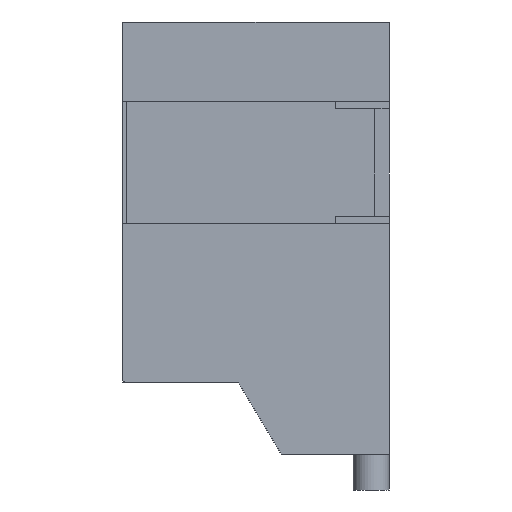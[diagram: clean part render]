
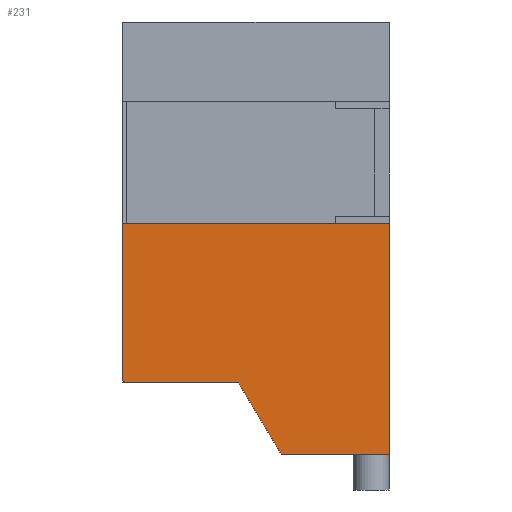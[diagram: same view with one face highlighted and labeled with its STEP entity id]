
A CAD part, left-side view. The second image highlights one B-rep face of the part: STEP entity #231.
In plain terms, the highlighted planar face has unit normal (-1, 0, 0).
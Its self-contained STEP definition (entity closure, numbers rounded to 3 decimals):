
#4 = DIRECTION ( 'NONE',  ( 0., 0.514, 0.857 ) ) ;
#65 = ORIENTED_EDGE ( 'NONE', *, *, #1437, .F. ) ;
#95 = ORIENTED_EDGE ( 'NONE', *, *, #845, .F. ) ;
#175 = VECTOR ( 'NONE', #4, 1000. ) ;
#231 = ADVANCED_FACE ( 'NONE', ( #2918 ), #2062, .T. ) ;
#258 = ORIENTED_EDGE ( 'NONE', *, *, #2253, .T. ) ;
#277 = CARTESIAN_POINT ( 'NONE',  ( -4.5, 3.7, 3.2 ) ) ;
#368 = VERTEX_POINT ( 'NONE', #3298 ) ;
#502 = VERTEX_POINT ( 'NONE', #3623 ) ;
#575 = LINE ( 'NONE', #1146, #175 ) ;
#648 = ORIENTED_EDGE ( 'NONE', *, *, #2410, .F. ) ;
#685 = VERTEX_POINT ( 'NONE', #2275 ) ;
#751 = AXIS2_PLACEMENT_3D ( 'NONE', #2964, #1820, #2941 ) ;
#845 = EDGE_CURVE ( 'NONE', #502, #685, #1632, .T. ) ;
#873 = CARTESIAN_POINT ( 'NONE',  ( -4.5, 1.5, 0. ) ) ;
#915 = CARTESIAN_POINT ( 'NONE',  ( -4.5, 0., 3.2 ) ) ;
#1059 = LINE ( 'NONE', #3111, #3178 ) ;
#1079 = DIRECTION ( 'NONE',  ( 0., 0., 1. ) ) ;
#1146 = CARTESIAN_POINT ( 'NONE',  ( -4.5, 2.1, 1. ) ) ;
#1170 = VECTOR ( 'NONE', #2898, 1000. ) ;
#1325 = EDGE_CURVE ( 'NONE', #3654, #502, #575, .T. ) ;
#1437 = EDGE_CURVE ( 'NONE', #368, #3654, #1925, .T. ) ;
#1480 = VECTOR ( 'NONE', #1079, 1000. ) ;
#1632 = LINE ( 'NONE', #3321, #2111 ) ;
#1679 = ORIENTED_EDGE ( 'NONE', *, *, #2949, .F. ) ;
#1737 = CARTESIAN_POINT ( 'NONE',  ( -4.5, 1.5, 0. ) ) ;
#1820 = DIRECTION ( 'NONE',  ( -1., 0., 0. ) ) ;
#1867 = VERTEX_POINT ( 'NONE', #915 ) ;
#1925 = LINE ( 'NONE', #873, #1170 ) ;
#1987 = VERTEX_POINT ( 'NONE', #277 ) ;
#1996 = CARTESIAN_POINT ( 'NONE',  ( -4.5, 0., 3.2 ) ) ;
#2044 = VECTOR ( 'NONE', #2820, 1000. ) ;
#2062 = PLANE ( 'NONE',  #751 ) ;
#2111 = VECTOR ( 'NONE', #2715, 1000. ) ;
#2202 = CARTESIAN_POINT ( 'NONE',  ( -4.5, 3.7, 6. ) ) ;
#2253 = EDGE_CURVE ( 'NONE', #1867, #1987, #3486, .T. ) ;
#2273 = DIRECTION ( 'NONE',  ( 0., 0., -1. ) ) ;
#2275 = CARTESIAN_POINT ( 'NONE',  ( -4.5, 3.7, 1. ) ) ;
#2410 = EDGE_CURVE ( 'NONE', #1867, #368, #1059, .T. ) ;
#2567 = ORIENTED_EDGE ( 'NONE', *, *, #1325, .F. ) ;
#2715 = DIRECTION ( 'NONE',  ( 0., 1., 0. ) ) ;
#2820 = DIRECTION ( 'NONE',  ( 0., 1., 0. ) ) ;
#2841 = EDGE_LOOP ( 'NONE', ( #648, #258, #1679, #95, #2567, #65 ) ) ;
#2898 = DIRECTION ( 'NONE',  ( 0., 1., 0. ) ) ;
#2918 = FACE_OUTER_BOUND ( 'NONE', #2841, .T. ) ;
#2941 = DIRECTION ( 'NONE',  ( 0., 0., 1. ) ) ;
#2949 = EDGE_CURVE ( 'NONE', #685, #1987, #3579, .T. ) ;
#2964 = CARTESIAN_POINT ( 'NONE',  ( -4.5, 3.7, 6. ) ) ;
#3111 = CARTESIAN_POINT ( 'NONE',  ( -4.5, 0., 0. ) ) ;
#3178 = VECTOR ( 'NONE', #2273, 1000. ) ;
#3298 = CARTESIAN_POINT ( 'NONE',  ( -4.5, 0., 0. ) ) ;
#3321 = CARTESIAN_POINT ( 'NONE',  ( -4.5, 3.7, 1. ) ) ;
#3486 = LINE ( 'NONE', #1996, #2044 ) ;
#3579 = LINE ( 'NONE', #2202, #1480 ) ;
#3623 = CARTESIAN_POINT ( 'NONE',  ( -4.5, 2.1, 1. ) ) ;
#3654 = VERTEX_POINT ( 'NONE', #1737 ) ;
